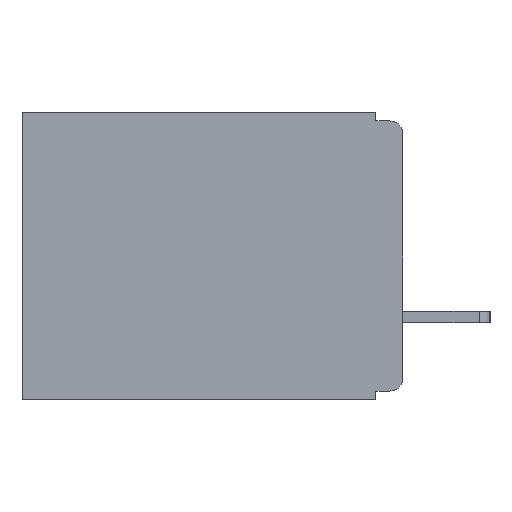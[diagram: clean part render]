
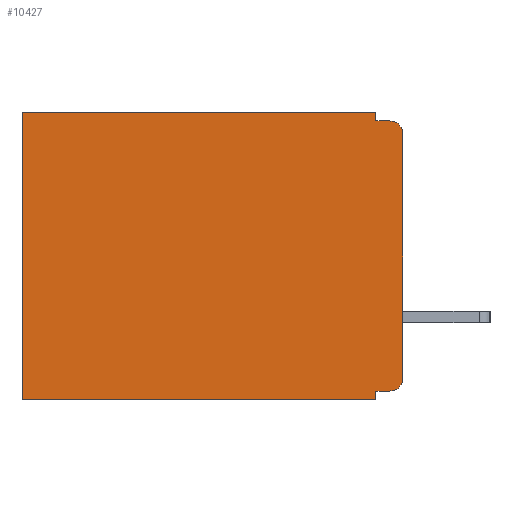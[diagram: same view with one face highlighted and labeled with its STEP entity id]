
A CAD part, left-side view. The second image highlights one B-rep face of the part: STEP entity #10427.
In plain terms, the highlighted planar face has unit normal (-1, 0, 0).
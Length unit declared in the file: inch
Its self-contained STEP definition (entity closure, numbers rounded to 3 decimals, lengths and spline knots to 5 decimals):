
#783 = EDGE_CURVE ( 'NONE', #4517, #20787, #8703, .T. ) ;
#809 = DIRECTION ( 'NONE',  ( 0., 0., -1. ) ) ;
#929 = DIRECTION ( 'NONE',  ( 0., -1., 0. ) ) ;
#986 = EDGE_CURVE ( 'NONE', #11681, #25121, #8998, .T. ) ;
#1138 = LINE ( 'NONE', #23364, #4643 ) ;
#2456 = VECTOR ( 'NONE', #7480, 39.37008 ) ;
#2680 = ORIENTED_EDGE ( 'NONE', *, *, #20593, .T. ) ;
#3701 = VECTOR ( 'NONE', #22602, 39.37008 ) ;
#3923 = ORIENTED_EDGE ( 'NONE', *, *, #24432, .T. ) ;
#4024 = CIRCLE ( 'NONE', #24354, 0.015 ) ;
#4276 = CARTESIAN_POINT ( 'NONE',  ( 0.3, 0.015, -0.32 ) ) ;
#4517 = VERTEX_POINT ( 'NONE', #16582 ) ;
#4620 = CARTESIAN_POINT ( 'NONE',  ( 0.3, 0., -0.33 ) ) ;
#4643 = VECTOR ( 'NONE', #9123, 39.37008 ) ;
#4921 = CARTESIAN_POINT ( 'NONE',  ( 0.3, 0.437, -0.33 ) ) ;
#5154 = DIRECTION ( 'NONE',  ( -1., 0., 0. ) ) ;
#5474 = CARTESIAN_POINT ( 'NONE',  ( 0.3, 0., -0.33 ) ) ;
#5783 = DIRECTION ( 'NONE',  ( 0., 0., -1. ) ) ;
#5864 = CARTESIAN_POINT ( 'NONE',  ( 0.3, 0.015, -0.305 ) ) ;
#6541 = LINE ( 'NONE', #10741, #22093 ) ;
#7480 = DIRECTION ( 'NONE',  ( 0., 1., 0. ) ) ;
#7866 = DIRECTION ( 'NONE',  ( 0., 0., -1. ) ) ;
#8246 = CARTESIAN_POINT ( 'NONE',  ( 0.3, 0., -0.025 ) ) ;
#8703 = LINE ( 'NONE', #11613, #14132 ) ;
#8816 = VERTEX_POINT ( 'NONE', #8246 ) ;
#8998 = LINE ( 'NONE', #22922, #3701 ) ;
#9123 = DIRECTION ( 'NONE',  ( 0., 1., 0. ) ) ;
#9572 = CARTESIAN_POINT ( 'NONE',  ( 0.3, 0., -0.33 ) ) ;
#9599 = CARTESIAN_POINT ( 'NONE',  ( 0.3, 0.031, -0.32 ) ) ;
#10427 = ADVANCED_FACE ( 'NONE', ( #16669 ), #11670, .F. ) ;
#10668 = DIRECTION ( 'NONE',  ( 0., 0., -1. ) ) ;
#10741 = CARTESIAN_POINT ( 'NONE',  ( 0.3, 0., -0.32 ) ) ;
#10989 = CARTESIAN_POINT ( 'NONE',  ( 0.3, 0., -0.01 ) ) ;
#11124 = AXIS2_PLACEMENT_3D ( 'NONE', #17333, #5154, #19369 ) ;
#11296 = VERTEX_POINT ( 'NONE', #4276 ) ;
#11434 = LINE ( 'NONE', #10989, #21024 ) ;
#11513 = ORIENTED_EDGE ( 'NONE', *, *, #13810, .F. ) ;
#11613 = CARTESIAN_POINT ( 'NONE',  ( 0.3, 0.031, 0. ) ) ;
#11670 = PLANE ( 'NONE',  #22708 ) ;
#11681 = VERTEX_POINT ( 'NONE', #9599 ) ;
#11992 = ORIENTED_EDGE ( 'NONE', *, *, #16481, .F. ) ;
#13722 = CARTESIAN_POINT ( 'NONE',  ( 0.3, 0.437, 0. ) ) ;
#13762 = DIRECTION ( 'NONE',  ( 0., 0., -1. ) ) ;
#13810 = EDGE_CURVE ( 'NONE', #11296, #11681, #6541, .T. ) ;
#14069 = EDGE_LOOP ( 'NONE', ( #11992, #15299, #20417, #15959, #16962, #3923, #25414, #14400, #11513, #2680 ) ) ;
#14132 = VECTOR ( 'NONE', #5783, 39.37008 ) ;
#14400 = ORIENTED_EDGE ( 'NONE', *, *, #986, .F. ) ;
#14401 = VERTEX_POINT ( 'NONE', #20708 ) ;
#14762 = VERTEX_POINT ( 'NONE', #13722 ) ;
#15141 = CARTESIAN_POINT ( 'NONE',  ( 0.3, 0.015, -0.01 ) ) ;
#15299 = ORIENTED_EDGE ( 'NONE', *, *, #21040, .T. ) ;
#15453 = VERTEX_POINT ( 'NONE', #15141 ) ;
#15930 = LINE ( 'NONE', #4620, #25945 ) ;
#15959 = ORIENTED_EDGE ( 'NONE', *, *, #783, .F. ) ;
#16170 = LINE ( 'NONE', #5474, #2456 ) ;
#16481 = EDGE_CURVE ( 'NONE', #8816, #25716, #15930, .T. ) ;
#16582 = CARTESIAN_POINT ( 'NONE',  ( 0.3, 0.031, 0. ) ) ;
#16669 = FACE_OUTER_BOUND ( 'NONE', #14069, .T. ) ;
#16962 = ORIENTED_EDGE ( 'NONE', *, *, #21693, .T. ) ;
#17333 = CARTESIAN_POINT ( 'NONE',  ( 0.3, 0.015, -0.025 ) ) ;
#18104 = VECTOR ( 'NONE', #809, 39.37008 ) ;
#19241 = CARTESIAN_POINT ( 'NONE',  ( 0.3, 0., -0.305 ) ) ;
#19361 = EDGE_CURVE ( 'NONE', #25121, #14401, #16170, .T. ) ;
#19369 = DIRECTION ( 'NONE',  ( 0., 0., -1. ) ) ;
#19391 = LINE ( 'NONE', #4921, #18104 ) ;
#20062 = DIRECTION ( 'NONE',  ( -1., 0., 0. ) ) ;
#20417 = ORIENTED_EDGE ( 'NONE', *, *, #25683, .F. ) ;
#20518 = CARTESIAN_POINT ( 'NONE',  ( 0.3, 0.031, -0.01 ) ) ;
#20540 = CIRCLE ( 'NONE', #11124, 0.015 ) ;
#20593 = EDGE_CURVE ( 'NONE', #11296, #25716, #4024, .T. ) ;
#20708 = CARTESIAN_POINT ( 'NONE',  ( 0.3, 0.437, -0.33 ) ) ;
#20787 = VERTEX_POINT ( 'NONE', #20518 ) ;
#21024 = VECTOR ( 'NONE', #929, 39.37008 ) ;
#21040 = EDGE_CURVE ( 'NONE', #8816, #15453, #20540, .T. ) ;
#21693 = EDGE_CURVE ( 'NONE', #4517, #14762, #1138, .T. ) ;
#22093 = VECTOR ( 'NONE', #24912, 39.37008 ) ;
#22602 = DIRECTION ( 'NONE',  ( 0., 0., -1. ) ) ;
#22708 = AXIS2_PLACEMENT_3D ( 'NONE', #9572, #25833, #13762 ) ;
#22922 = CARTESIAN_POINT ( 'NONE',  ( 0.3, 0.031, -0.33 ) ) ;
#23364 = CARTESIAN_POINT ( 'NONE',  ( 0.3, 0., 0. ) ) ;
#24354 = AXIS2_PLACEMENT_3D ( 'NONE', #5864, #20062, #7866 ) ;
#24432 = EDGE_CURVE ( 'NONE', #14762, #14401, #19391, .T. ) ;
#24912 = DIRECTION ( 'NONE',  ( 0., 1., 0. ) ) ;
#25121 = VERTEX_POINT ( 'NONE', #25254 ) ;
#25254 = CARTESIAN_POINT ( 'NONE',  ( 0.3, 0.031, -0.33 ) ) ;
#25414 = ORIENTED_EDGE ( 'NONE', *, *, #19361, .F. ) ;
#25683 = EDGE_CURVE ( 'NONE', #20787, #15453, #11434, .T. ) ;
#25716 = VERTEX_POINT ( 'NONE', #19241 ) ;
#25833 = DIRECTION ( 'NONE',  ( 1., 0., 0. ) ) ;
#25945 = VECTOR ( 'NONE', #10668, 39.37008 ) ;
